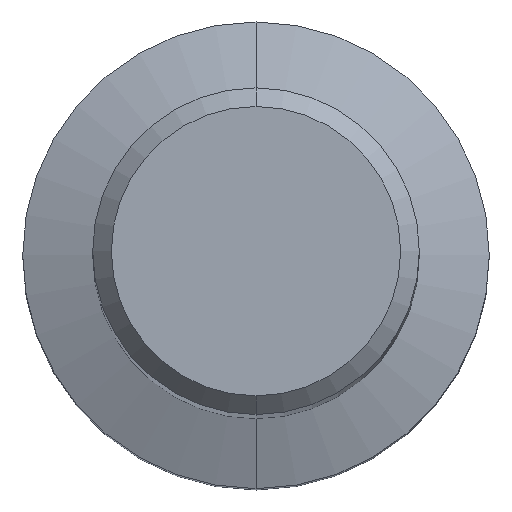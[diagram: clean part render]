
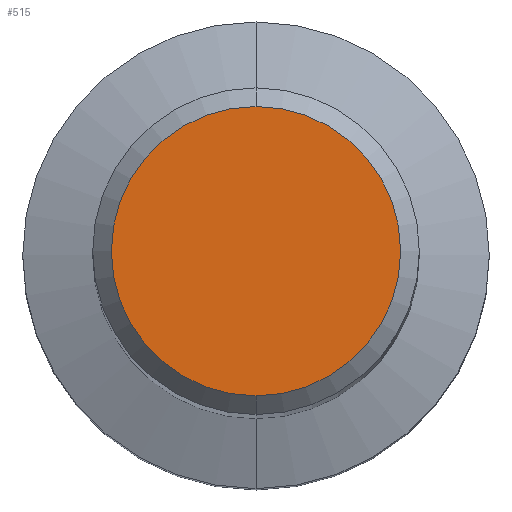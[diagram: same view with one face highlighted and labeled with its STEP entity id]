
A CAD part, top view. The second image highlights one B-rep face of the part: STEP entity #515.
In plain terms, the highlighted planar face has unit normal (0, 0, 1).
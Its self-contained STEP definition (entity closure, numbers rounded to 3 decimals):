
#321=VERTEX_POINT('',#683);
#367=EDGE_CURVE('',#321,#445,#735,.T.);
#445=VERTEX_POINT('',#820);
#447=EDGE_CURVE('',#445,#321,#822,.T.);
#515=ADVANCED_FACE('',(#900),#901,.T.);
#683=CARTESIAN_POINT('',(0.,-3.1,0.0));
#735=CIRCLE('',#1265,3.1);
#820=CARTESIAN_POINT('',(0.0,3.1,0.0));
#822=CIRCLE('',#1458,3.1);
#900=FACE_OUTER_BOUND('',#1608,.T.);
#901=PLANE('',#1609);
#1265=AXIS2_PLACEMENT_3D('',#1816,#1817,#1818);
#1458=AXIS2_PLACEMENT_3D('',#1916,#1917,#1918);
#1608=EDGE_LOOP('',(#2027,#2028));
#1609=AXIS2_PLACEMENT_3D('',#2029,#2030,#2031);
#1816=CARTESIAN_POINT('',(0.0,0.0,0.0));
#1817=DIRECTION('',(0.0,0.0,-1.0));
#1818=DIRECTION('',(0.0,1.0,0.0));
#1916=CARTESIAN_POINT('',(0.0,0.0,0.0));
#1917=DIRECTION('',(0.0,0.0,-1.0));
#1918=DIRECTION('',(0.0,1.0,0.0));
#2027=ORIENTED_EDGE('',*,*,#447,.F.);
#2028=ORIENTED_EDGE('',*,*,#367,.F.);
#2029=CARTESIAN_POINT('',(0.0,1.55,0.0));
#2030=DIRECTION('',(-0.0,0.0,1.0));
#2031=DIRECTION('',(0.0,-1.0,0.0));
